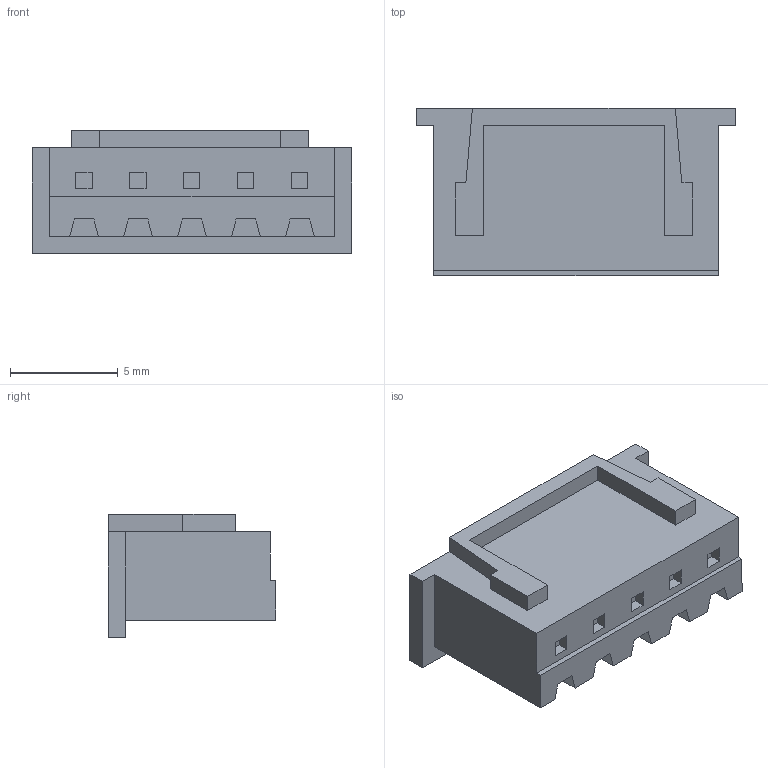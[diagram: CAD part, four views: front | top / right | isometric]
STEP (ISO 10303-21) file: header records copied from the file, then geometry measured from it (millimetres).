
FILE_DESCRIPTION(/* description */ (''),/* implementation_level */ '2;1');
FILE_NAME(/* name */ 'XHP-5.step',/* time_stamp */ '2020-07-11T11:55:15+09:00',/* author */ (''),/* organization */ (''),/* preprocessor_version */ 'ST-DEVELOPER v18.1',/* originating_system */ 'Autodesk Translation Framework v9.3.0.1241',/* authorisation */ '');
FILE_SCHEMA (('AUTOMOTIVE_DESIGN { 1 0 10303 214 3 1 1 }'));
Length unit declared in the file: millimetre
Products named in the file (1): (未保存)
Bounding box: 14.8 x 7.75 x 5.7 mm (x, y, z)
Volume: 413.4 mm3; surface area: 500.3 mm2
Topology: 1 solids, 1 shells, 114 faces, 306 edges, 204 vertices
Faces by surface type: plane 114
Entity records: 3530 total; most frequent: CARTESIAN_POINT 625, ORIENTED_EDGE 612, DIRECTION 536, LINE 306, VECTOR 306, EDGE_CURVE 306, VERTEX_POINT 204, EDGE_LOOP 124
